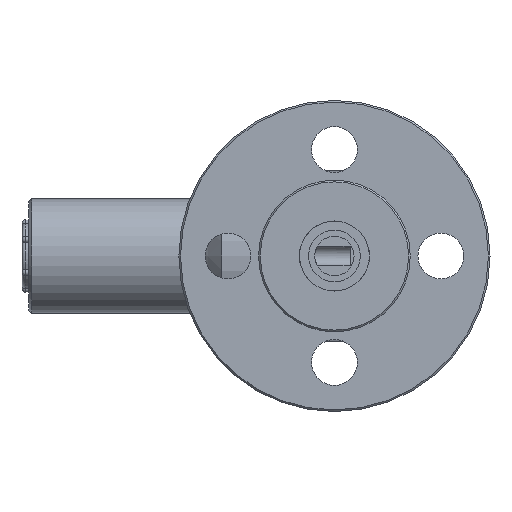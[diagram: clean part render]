
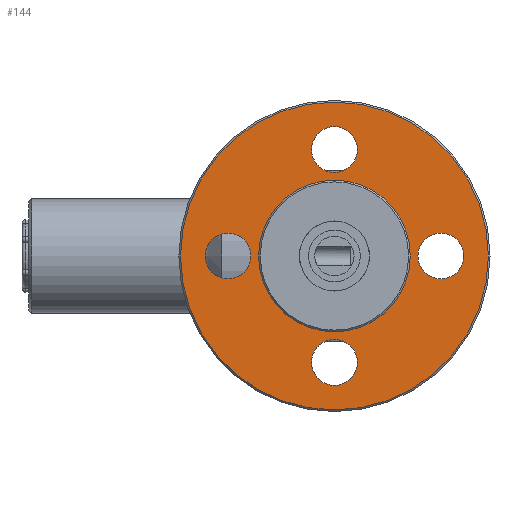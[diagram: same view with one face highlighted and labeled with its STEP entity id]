
A CAD part, left-side view. The second image highlights one B-rep face of the part: STEP entity #144.
In plain terms, the highlighted face is planar.
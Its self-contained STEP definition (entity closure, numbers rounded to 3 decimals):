
#14 = AXIS2_PLACEMENT_3D ( 'NONE', #2008, #5028, #6172 ) ;
#65 = EDGE_CURVE ( 'NONE', #1155, #1155, #1335, .T. ) ;
#144 = ADVANCED_FACE ( 'NONE', ( #5663, #2718, #3376, #2794, #5582, #6722 ), #7330, .T. ) ;
#166 = EDGE_LOOP ( 'NONE', ( #6751 ) ) ;
#292 = EDGE_CURVE ( 'NONE', #3575, #3575, #3043, .T. ) ;
#464 = DIRECTION ( 'NONE',  ( 1., 0., 0. ) ) ;
#597 = DIRECTION ( 'NONE',  ( 0., 0., 1. ) ) ;
#696 = ORIENTED_EDGE ( 'NONE', *, *, #65, .F. ) ;
#726 = VERTEX_POINT ( 'NONE', #1420 ) ;
#779 = CIRCLE ( 'NONE', #2860, 7. ) ;
#963 = AXIS2_PLACEMENT_3D ( 'NONE', #7445, #6959, #464 ) ;
#1080 = AXIS2_PLACEMENT_3D ( 'NONE', #2134, #2058, #5623 ) ;
#1097 = EDGE_LOOP ( 'NONE', ( #696 ) ) ;
#1155 = VERTEX_POINT ( 'NONE', #2373 ) ;
#1228 = ORIENTED_EDGE ( 'NONE', *, *, #1760, .T. ) ;
#1335 = CIRCLE ( 'NONE', #1690, 7. ) ;
#1420 = CARTESIAN_POINT ( 'NONE',  ( 23.15, 0., 14. ) ) ;
#1422 = DIRECTION ( 'NONE',  ( 0., 0., 1. ) ) ;
#1672 = CARTESIAN_POINT ( 'NONE',  ( 32.5, 0., 14. ) ) ;
#1690 = AXIS2_PLACEMENT_3D ( 'NONE', #4344, #1422, #3770 ) ;
#1692 = CARTESIAN_POINT ( 'NONE',  ( 0., 0., 14. ) ) ;
#1725 = CIRCLE ( 'NONE', #6516, 7. ) ;
#1760 = EDGE_CURVE ( 'NONE', #5999, #5999, #2689, .T. ) ;
#1872 = VERTEX_POINT ( 'NONE', #4311 ) ;
#1985 = VERTEX_POINT ( 'NONE', #4351 ) ;
#2008 = CARTESIAN_POINT ( 'NONE',  ( 0., 0., 14. ) ) ;
#2058 = DIRECTION ( 'NONE',  ( 0., 0., 1. ) ) ;
#2134 = CARTESIAN_POINT ( 'NONE',  ( 0., 0., 14. ) ) ;
#2373 = CARTESIAN_POINT ( 'NONE',  ( 7., -32.5, 14. ) ) ;
#2689 = CIRCLE ( 'NONE', #6981, 47. ) ;
#2718 = FACE_BOUND ( 'NONE', #4105, .T. ) ;
#2794 = FACE_BOUND ( 'NONE', #166, .T. ) ;
#2833 = ORIENTED_EDGE ( 'NONE', *, *, #3457, .F. ) ;
#2860 = AXIS2_PLACEMENT_3D ( 'NONE', #1672, #597, #6357 ) ;
#2980 = EDGE_LOOP ( 'NONE', ( #1228 ) ) ;
#3043 = CIRCLE ( 'NONE', #963, 7. ) ;
#3376 = FACE_BOUND ( 'NONE', #1097, .T. ) ;
#3457 = EDGE_CURVE ( 'NONE', #1872, #1872, #1725, .T. ) ;
#3575 = VERTEX_POINT ( 'NONE', #7531 ) ;
#3620 = DIRECTION ( 'NONE',  ( 1., 0., 0. ) ) ;
#3770 = DIRECTION ( 'NONE',  ( 1., 0., 0. ) ) ;
#4077 = EDGE_CURVE ( 'NONE', #726, #726, #5061, .T. ) ;
#4105 = EDGE_LOOP ( 'NONE', ( #4655 ) ) ;
#4199 = DIRECTION ( 'NONE',  ( 0., 0., 1. ) ) ;
#4311 = CARTESIAN_POINT ( 'NONE',  ( -25.5, 0., 14. ) ) ;
#4344 = CARTESIAN_POINT ( 'NONE',  ( 0., -32.5, 14. ) ) ;
#4351 = CARTESIAN_POINT ( 'NONE',  ( 39.5, 0., 14. ) ) ;
#4655 = ORIENTED_EDGE ( 'NONE', *, *, #4077, .F. ) ;
#4790 = CARTESIAN_POINT ( 'NONE',  ( -32.5, 0., 14. ) ) ;
#4912 = EDGE_CURVE ( 'NONE', #1985, #1985, #779, .T. ) ;
#5028 = DIRECTION ( 'NONE',  ( 0., 0., 1. ) ) ;
#5061 = CIRCLE ( 'NONE', #14, 23.15 ) ;
#5361 = EDGE_LOOP ( 'NONE', ( #2833 ) ) ;
#5436 = CARTESIAN_POINT ( 'NONE',  ( 47., 0., 14. ) ) ;
#5582 = FACE_BOUND ( 'NONE', #7561, .T. ) ;
#5623 = DIRECTION ( 'NONE',  ( 1., 0., 0. ) ) ;
#5663 = FACE_OUTER_BOUND ( 'NONE', #2980, .T. ) ;
#5785 = DIRECTION ( 'NONE',  ( 0., 0., 1. ) ) ;
#5999 = VERTEX_POINT ( 'NONE', #5436 ) ;
#6172 = DIRECTION ( 'NONE',  ( 1., 0., 0. ) ) ;
#6357 = DIRECTION ( 'NONE',  ( 1., 0., 0. ) ) ;
#6458 = DIRECTION ( 'NONE',  ( 1., 0., 0. ) ) ;
#6516 = AXIS2_PLACEMENT_3D ( 'NONE', #4790, #4199, #3620 ) ;
#6722 = FACE_BOUND ( 'NONE', #5361, .T. ) ;
#6751 = ORIENTED_EDGE ( 'NONE', *, *, #292, .F. ) ;
#6904 = ORIENTED_EDGE ( 'NONE', *, *, #4912, .F. ) ;
#6959 = DIRECTION ( 'NONE',  ( 0., 0., 1. ) ) ;
#6981 = AXIS2_PLACEMENT_3D ( 'NONE', #1692, #5785, #6458 ) ;
#7330 = PLANE ( 'NONE',  #1080 ) ;
#7445 = CARTESIAN_POINT ( 'NONE',  ( 0., 32.5, 14. ) ) ;
#7531 = CARTESIAN_POINT ( 'NONE',  ( 7., 32.5, 14. ) ) ;
#7561 = EDGE_LOOP ( 'NONE', ( #6904 ) ) ;
